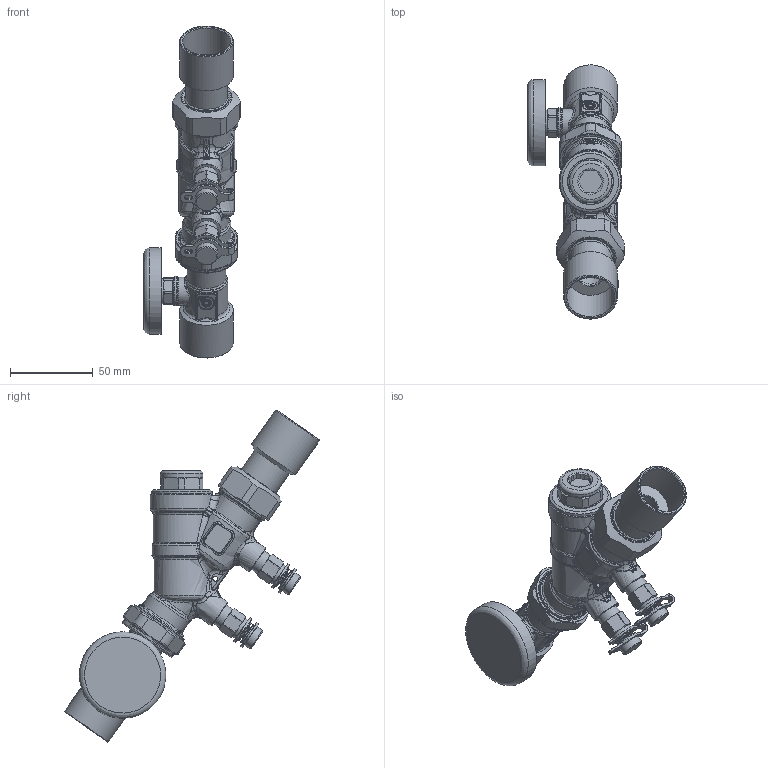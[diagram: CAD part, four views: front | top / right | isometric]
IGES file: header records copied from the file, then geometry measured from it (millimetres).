
Global section: file name: 128468AFC; native system: Autodesk Inventor 2025; preprocessor: unknown; author: ischreiner; date: 20250721.091706; units: centimetre
Bounding box: 58.23 x 154.22 x 201.08 mm (x, y, z)
Volume: 219891.5 mm3; surface area: 61516.5 mm2
Topology: 9 solids, 10 shells, 1588 faces, 3855 edges, 2254 vertices
Faces by surface type: bspline 1588
